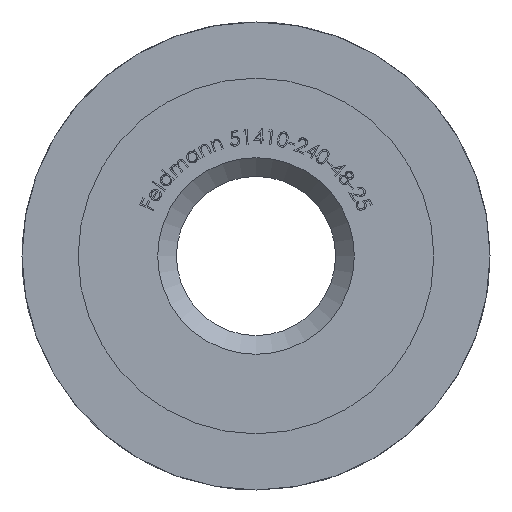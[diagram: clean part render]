
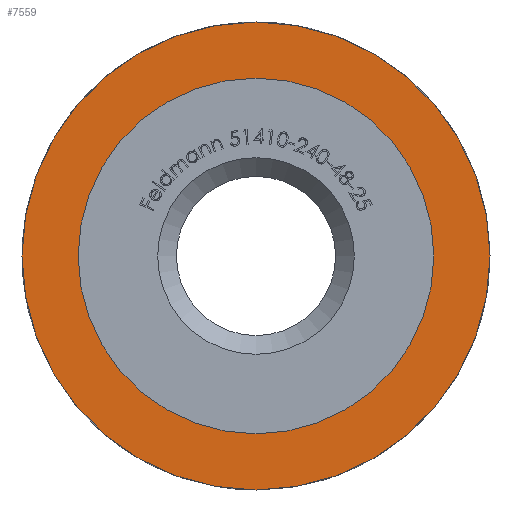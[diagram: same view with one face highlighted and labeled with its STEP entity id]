
A CAD part, front view. The second image highlights one B-rep face of the part: STEP entity #7559.
In plain terms, the highlighted planar face has unit normal (0, -1, 0).
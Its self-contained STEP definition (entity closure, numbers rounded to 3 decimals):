
#698 = VERTEX_POINT ( 'NONE', #9705 ) ;
#1068 = VERTEX_POINT ( 'NONE', #8717 ) ;
#1341 = CARTESIAN_POINT ( 'NONE',  ( 0., 0., 0. ) ) ;
#1690 = DIRECTION ( 'NONE',  ( 0., 1., 0. ) ) ;
#1840 = AXIS2_PLACEMENT_3D ( 'NONE', #2032, #15081, #13800 ) ;
#2032 = CARTESIAN_POINT ( 'NONE',  ( 0., 0., 0. ) ) ;
#2617 = FACE_OUTER_BOUND ( 'NONE', #9585, .T. ) ;
#3026 = ORIENTED_EDGE ( 'NONE', *, *, #7973, .F. ) ;
#3653 = EDGE_LOOP ( 'NONE', ( #12732 ) ) ;
#3758 = DIRECTION ( 'NONE',  ( 0., 0., 1. ) ) ;
#5269 = PLANE ( 'NONE',  #9019 ) ;
#5601 = FACE_BOUND ( 'NONE', #3653, .T. ) ;
#6181 = DIRECTION ( 'NONE',  ( 0., 1., 0. ) ) ;
#6348 = CIRCLE ( 'NONE', #1840, 12.5 ) ;
#7559 = ADVANCED_FACE ( 'NONE', ( #2617, #5601 ), #5269, .F. ) ;
#7973 = EDGE_CURVE ( 'NONE', #1068, #1068, #6348, .T. ) ;
#8717 = CARTESIAN_POINT ( 'NONE',  ( 0., 0., 12.5 ) ) ;
#9019 = AXIS2_PLACEMENT_3D ( 'NONE', #14782, #1690, #14679 ) ;
#9585 = EDGE_LOOP ( 'NONE', ( #3026 ) ) ;
#9705 = CARTESIAN_POINT ( 'NONE',  ( 0., 0., 9.5 ) ) ;
#11740 = AXIS2_PLACEMENT_3D ( 'NONE', #1341, #6181, #3758 ) ;
#12732 = ORIENTED_EDGE ( 'NONE', *, *, #13212, .T. ) ;
#13212 = EDGE_CURVE ( 'NONE', #698, #698, #13895, .T. ) ;
#13800 = DIRECTION ( 'NONE',  ( 0., 0., 1. ) ) ;
#13895 = CIRCLE ( 'NONE', #11740, 9.5 ) ;
#14679 = DIRECTION ( 'NONE',  ( 0., 0., 1. ) ) ;
#14782 = CARTESIAN_POINT ( 'NONE',  ( 0., 0., 0. ) ) ;
#15081 = DIRECTION ( 'NONE',  ( 0., 1., 0. ) ) ;
